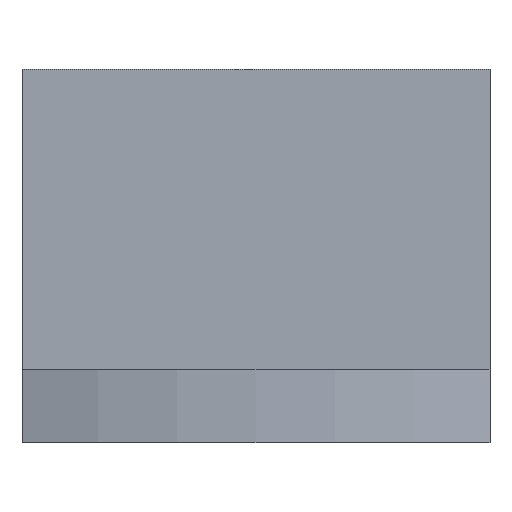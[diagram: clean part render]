
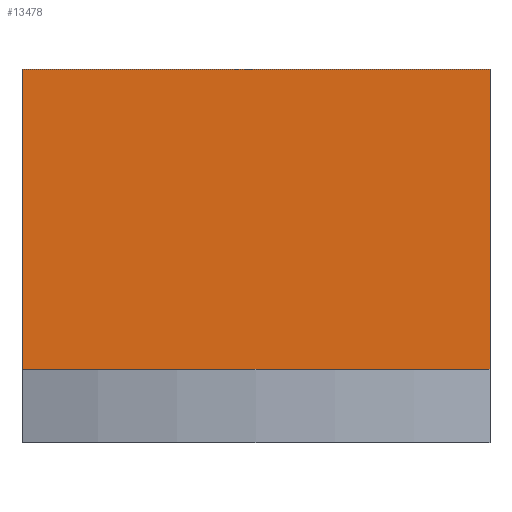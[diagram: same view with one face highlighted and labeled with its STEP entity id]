
A CAD part, top view. The second image highlights one B-rep face of the part: STEP entity #13478.
In plain terms, the highlighted planar face has unit normal (0, 0, 1).
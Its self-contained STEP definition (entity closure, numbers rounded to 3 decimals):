
#173=PLANE('',#14416);
#1092=FACE_OUTER_BOUND('',#2015,.T.);
#2015=EDGE_LOOP('',(#10133,#10134,#10135,#10136));
#3143=LINE('',#19568,#5043);
#3144=LINE('',#19570,#5044);
#3145=LINE('',#19572,#5045);
#3146=LINE('',#19573,#5046);
#5043=VECTOR('',#15759,10.);
#5044=VECTOR('',#15760,10.);
#5045=VECTOR('',#15761,10.);
#5046=VECTOR('',#15762,10.);
#6833=VERTEX_POINT('',#19566);
#6834=VERTEX_POINT('',#19567);
#6835=VERTEX_POINT('',#19569);
#6836=VERTEX_POINT('',#19571);
#7941=EDGE_CURVE('',#6833,#6834,#3143,.T.);
#7942=EDGE_CURVE('',#6833,#6835,#3144,.T.);
#7943=EDGE_CURVE('',#6835,#6836,#3145,.T.);
#7944=EDGE_CURVE('',#6836,#6834,#3146,.T.);
#10133=ORIENTED_EDGE('',*,*,#7941,.F.);
#10134=ORIENTED_EDGE('',*,*,#7942,.T.);
#10135=ORIENTED_EDGE('',*,*,#7943,.T.);
#10136=ORIENTED_EDGE('',*,*,#7944,.T.);
#13478=ADVANCED_FACE('',(#1092),#173,.T.);
#14416=AXIS2_PLACEMENT_3D('',#19565,#15757,#15758);
#15757=DIRECTION('center_axis',(0.,0.,1.));
#15758=DIRECTION('ref_axis',(1.,0.,0.));
#15759=DIRECTION('',(-1.,0.,0.));
#15760=DIRECTION('',(0.,1.,0.));
#15761=DIRECTION('',(-1.,0.,0.));
#15762=DIRECTION('',(0.,-1.,0.));
#19565=CARTESIAN_POINT('Origin',(7.3,9.7,3.6));
#19566=CARTESIAN_POINT('',(29.6,-3.6,3.6));
#19567=CARTESIAN_POINT('',(-15.,-3.6,3.6));
#19568=CARTESIAN_POINT('',(18.45,-3.6,3.6));
#19569=CARTESIAN_POINT('',(29.6,25.,3.6));
#19570=CARTESIAN_POINT('',(29.6,2.05,3.6));
#19571=CARTESIAN_POINT('',(-15.,25.,3.6));
#19572=CARTESIAN_POINT('',(-15.,25.,3.6));
#19573=CARTESIAN_POINT('',(-15.,17.35,3.6));
